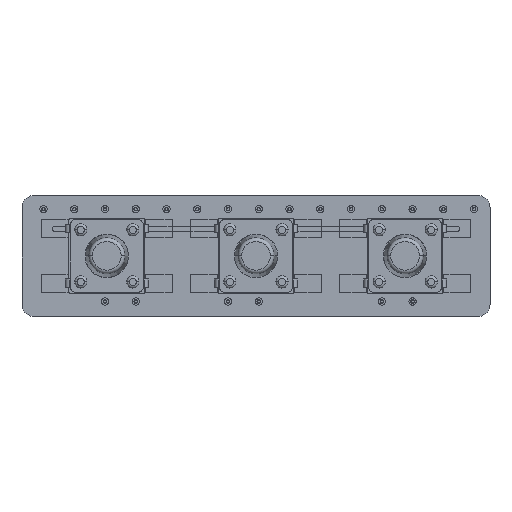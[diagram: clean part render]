
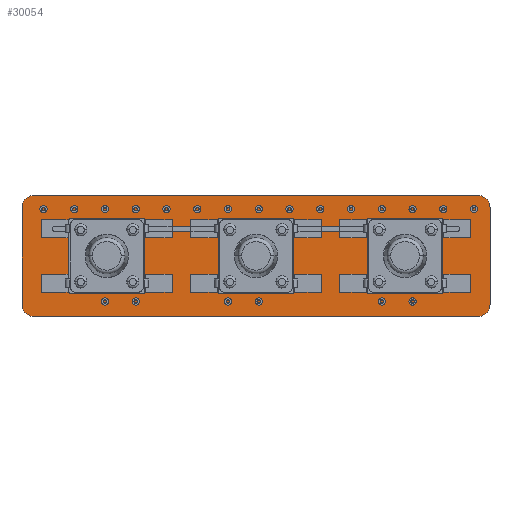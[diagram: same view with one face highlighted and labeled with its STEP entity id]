
A CAD part, top view. The second image highlights one B-rep face of the part: STEP entity #30054.
In plain terms, the highlighted planar face has unit normal (0, 0, 1).
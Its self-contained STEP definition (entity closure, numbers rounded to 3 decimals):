
#29789 = VERTEX_POINT('',#29790);
#29790 = CARTESIAN_POINT('',(18.325,5.,1.51));
#29796 = EDGE_CURVE('',#29789,#29797,#29799,.T.);
#29797 = VERTEX_POINT('',#29798);
#29798 = CARTESIAN_POINT('',(19.325,4.,1.51));
#29799 = CIRCLE('',#29800,1.);
#29800 = AXIS2_PLACEMENT_3D('',#29801,#29802,#29803);
#29801 = CARTESIAN_POINT('',(18.325,4.,1.51));
#29802 = DIRECTION('',(0.,0.,-1.));
#29803 = DIRECTION('',(0.,1.,0.));
#29829 = EDGE_CURVE('',#29797,#29830,#29832,.T.);
#29830 = VERTEX_POINT('',#29831);
#29831 = CARTESIAN_POINT('',(19.325,-4.,1.51));
#29832 = LINE('',#29833,#29834);
#29833 = CARTESIAN_POINT('',(19.325,4.,1.51));
#29834 = VECTOR('',#29835,1.);
#29835 = DIRECTION('',(0.,-1.,0.));
#29860 = EDGE_CURVE('',#29830,#29861,#29863,.T.);
#29861 = VERTEX_POINT('',#29862);
#29862 = CARTESIAN_POINT('',(18.325,-5.,1.51));
#29863 = CIRCLE('',#29864,1.);
#29864 = AXIS2_PLACEMENT_3D('',#29865,#29866,#29867);
#29865 = CARTESIAN_POINT('',(18.325,-4.,1.51));
#29866 = DIRECTION('',(0.,0.,-1.));
#29867 = DIRECTION('',(1.,0.,0.));
#29893 = EDGE_CURVE('',#29861,#29894,#29896,.T.);
#29894 = VERTEX_POINT('',#29895);
#29895 = CARTESIAN_POINT('',(-18.325,-5.,1.51));
#29896 = LINE('',#29897,#29898);
#29897 = CARTESIAN_POINT('',(18.325,-5.,1.51));
#29898 = VECTOR('',#29899,1.);
#29899 = DIRECTION('',(-1.,0.,0.));
#29924 = EDGE_CURVE('',#29894,#29925,#29927,.T.);
#29925 = VERTEX_POINT('',#29926);
#29926 = CARTESIAN_POINT('',(-19.325,-4.,1.51));
#29927 = CIRCLE('',#29928,1.);
#29928 = AXIS2_PLACEMENT_3D('',#29929,#29930,#29931);
#29929 = CARTESIAN_POINT('',(-18.325,-4.,1.51));
#29930 = DIRECTION('',(0.,0.,-1.));
#29931 = DIRECTION('',(0.,-1.,0.));
#29957 = EDGE_CURVE('',#29925,#29958,#29960,.T.);
#29958 = VERTEX_POINT('',#29959);
#29959 = CARTESIAN_POINT('',(-19.325,4.,1.51));
#29960 = LINE('',#29961,#29962);
#29961 = CARTESIAN_POINT('',(-19.325,-4.,1.51));
#29962 = VECTOR('',#29963,1.);
#29963 = DIRECTION('',(0.,1.,0.));
#29988 = EDGE_CURVE('',#29958,#29989,#29991,.T.);
#29989 = VERTEX_POINT('',#29990);
#29990 = CARTESIAN_POINT('',(-18.325,5.,1.51));
#29991 = CIRCLE('',#29992,1.);
#29992 = AXIS2_PLACEMENT_3D('',#29993,#29994,#29995);
#29993 = CARTESIAN_POINT('',(-18.325,4.,1.51));
#29994 = DIRECTION('',(0.,0.,-1.));
#29995 = DIRECTION('',(-1.,0.,-0.));
#30021 = EDGE_CURVE('',#29989,#29789,#30022,.T.);
#30022 = LINE('',#30023,#30024);
#30023 = CARTESIAN_POINT('',(-18.325,5.,1.51));
#30024 = VECTOR('',#30025,1.);
#30025 = DIRECTION('',(1.,0.,0.));
#30054 = ADVANCED_FACE('',(#30055),#30065,.T.);
#30055 = FACE_BOUND('',#30056,.F.);
#30056 = EDGE_LOOP('',(#30057,#30058,#30059,#30060,#30061,#30062,#30063,
    #30064));
#30057 = ORIENTED_EDGE('',*,*,#29796,.T.);
#30058 = ORIENTED_EDGE('',*,*,#29829,.T.);
#30059 = ORIENTED_EDGE('',*,*,#29860,.T.);
#30060 = ORIENTED_EDGE('',*,*,#29893,.T.);
#30061 = ORIENTED_EDGE('',*,*,#29924,.T.);
#30062 = ORIENTED_EDGE('',*,*,#29957,.T.);
#30063 = ORIENTED_EDGE('',*,*,#29988,.T.);
#30064 = ORIENTED_EDGE('',*,*,#30021,.T.);
#30065 = PLANE('',#30066);
#30066 = AXIS2_PLACEMENT_3D('',#30067,#30068,#30069);
#30067 = CARTESIAN_POINT('',(0.,0.,1.51));
#30068 = DIRECTION('',(0.,0.,1.));
#30069 = DIRECTION('',(1.,0.,-0.));
